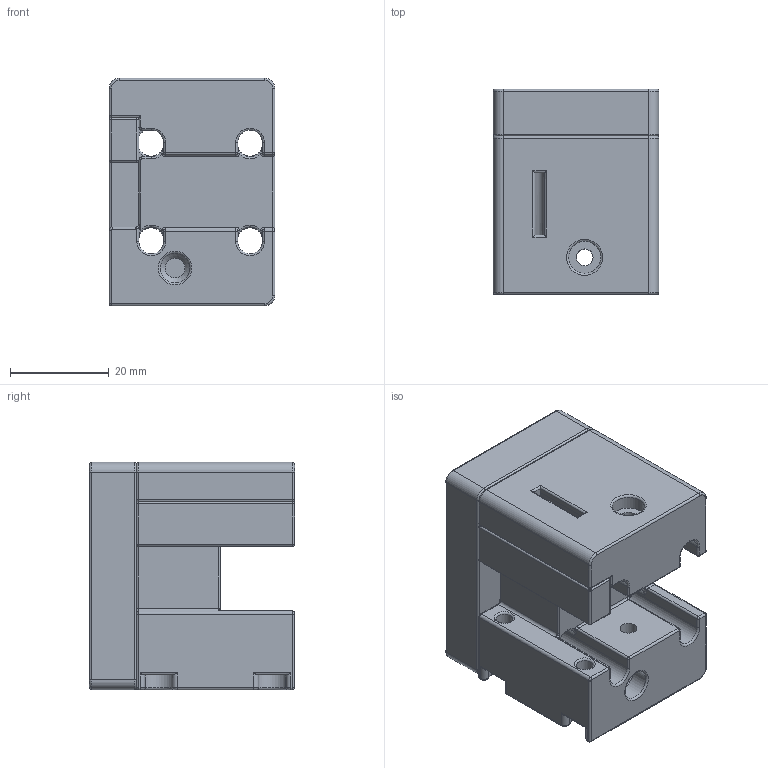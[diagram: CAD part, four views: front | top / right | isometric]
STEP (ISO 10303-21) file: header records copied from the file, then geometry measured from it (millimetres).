
FILE_DESCRIPTION(/* description */ (''),/* implementation_level */ '2;1');
FILE_NAME(/* name */ 'B-XY_Carriage_Tensioner_MGN12_1515_4-T.stp',/* time_stamp */ '2020-11-05T13:40:05-08:00',/* author */ (''),/* organization */ (''),/* preprocessor_version */ 'ST-DEVELOPER v18.1',/* originating_system */ 'Autodesk Translation Framework v9.3.0.1241',/* authorisation */ '');
FILE_SCHEMA (('AUTOMOTIVE_DESIGN { 1 0 10303 214 3 1 1 }'));
Length unit declared in the file: millimetre
Products named in the file (1): Component1
Bounding box: 33.5 x 41.5 x 46 mm (x, y, z)
Volume: 47991 mm3; surface area: 17685.8 mm2
Topology: 3 solids, 3 shells, 340 faces, 789 edges, 445 vertices
Faces by surface type: cylinder 157, plane 70, torus 64, bspline 24, sphere 21, cone 4
Full cylindrical faces by diameter (mm): 3.4 x6, 4 x3, 5.5 x4, 6 x1, 6.5 x2, 8.4 x4
Entity records: 10320 total; most frequent: CARTESIAN_POINT 2469, DIRECTION 1773, ORIENTED_EDGE 1554, EDGE_CURVE 777, AXIS2_PLACEMENT_3D 721, VERTEX_POINT 445, EDGE_LOOP 374, CIRCLE 366
